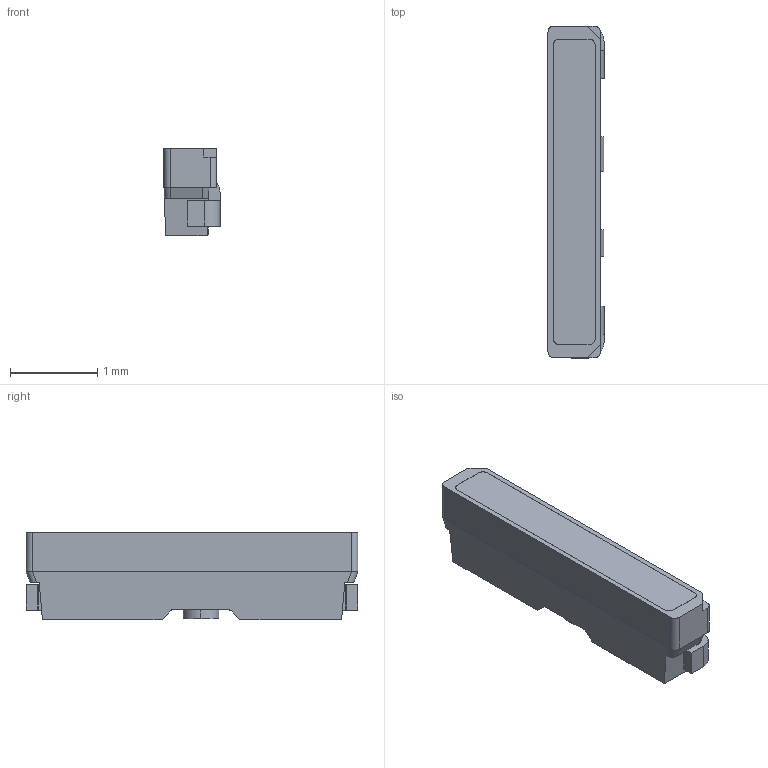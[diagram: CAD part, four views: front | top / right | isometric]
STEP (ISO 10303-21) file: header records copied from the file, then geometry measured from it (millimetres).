
FILE_DESCRIPTION (( 'STEP AP203' ), '1' );
FILE_NAME ('KRTB_AILMS1_20211216_geometry.STEP', '2021-12-16T13:21:36', ( '' ), ( '' ), 'SwSTEP 2.0', 'SolidWorks 2017', '' );
FILE_SCHEMA (( 'CONFIG_CONTROL_DESIGN' ));
Length unit declared in the file: millimetre
Products named in the file (1): KRTB_AILMS1_20211216_geometry
Bounding box: 0.64 x 3.8 x 1 mm (x, y, z)
Volume: 2.1 mm3; surface area: 15.6 mm2
Topology: 1 solids, 1 shells, 126 faces, 332 edges, 210 vertices
Faces by surface type: plane 88, cylinder 34, bspline 4
Entity records: 4029 total; most frequent: CARTESIAN_POINT 1050, ORIENTED_EDGE 664, DIRECTION 495, EDGE_CURVE 332, LINE 237, VECTOR 237, VERTEX_POINT 210, AXIS2_PLACEMENT_3D 129
